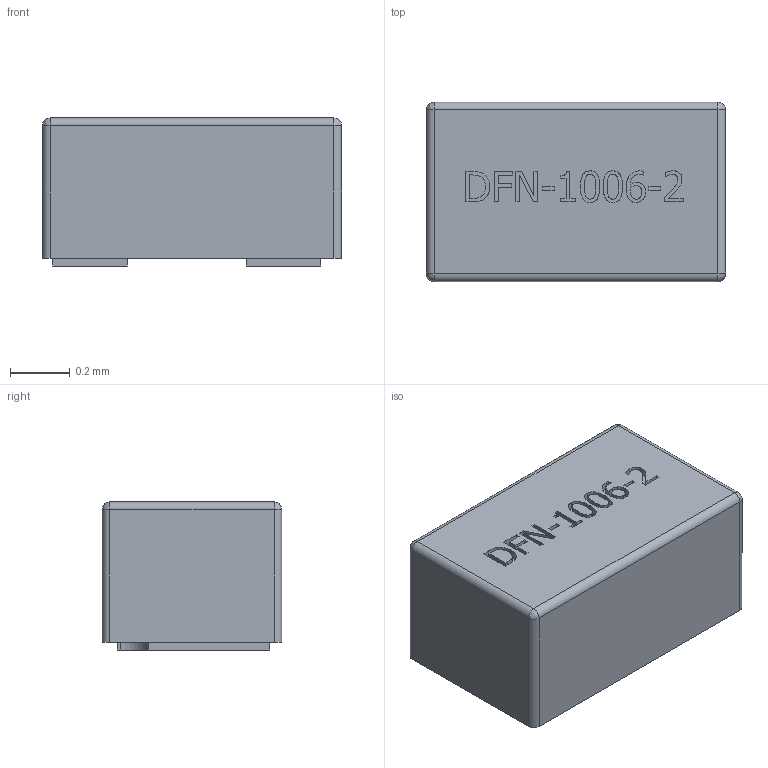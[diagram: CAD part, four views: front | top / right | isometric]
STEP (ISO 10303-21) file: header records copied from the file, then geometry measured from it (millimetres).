
FILE_DESCRIPTION (( 'STEP AP214' ), '1' );
FILE_NAME ('C6EE4D93-4497-4EF8-920A-81290903E142.STEP', '2023-10-20T08:44:33', ( '' ), ( '' ), 'SwSTEP 2.0', 'SolidWorks 2022', '' );
FILE_SCHEMA (( 'AUTOMOTIVE_DESIGN' ));
Length unit declared in the file: inch
Products named in the file (1): C6EE4D93-4497-4EF8-920A-81290903E142
Bounding box: 1 x 0.6 x 0.5 mm (x, y, z)
Volume: 0.3 mm3; surface area: 2.8 mm2
Topology: 1 solids, 1 shells, 156 faces, 406 edges, 264 vertices
Faces by surface type: plane 80, bspline 67, cylinder 9
Entity records: 7162 total; most frequent: CARTESIAN_POINT 1726, ORIENTED_EDGE 804, DIRECTION 474, EDGE_CURVE 402, VERTEX_POINT 264, LINE 258, VECTOR 258, EDGE_LOOP 172
